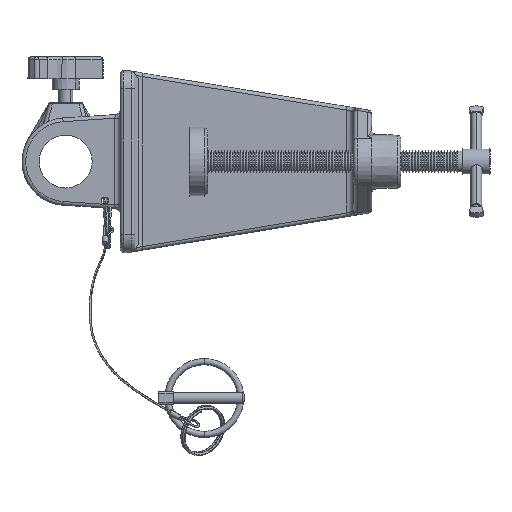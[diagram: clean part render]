
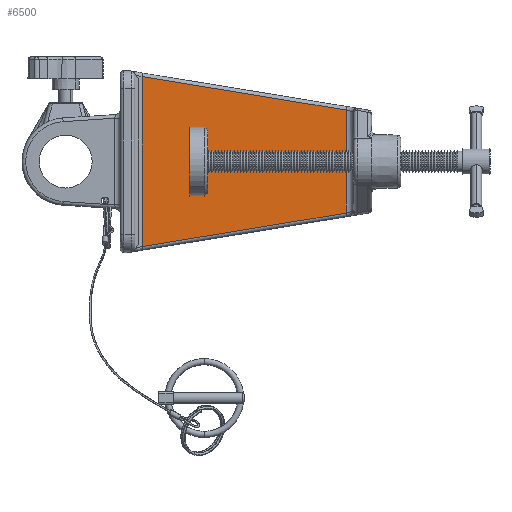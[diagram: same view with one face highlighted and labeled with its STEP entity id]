
A CAD part, front view. The second image highlights one B-rep face of the part: STEP entity #6500.
In plain terms, the highlighted planar face has unit normal (0, -1, 0).
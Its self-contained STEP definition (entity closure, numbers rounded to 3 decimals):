
#853 = EDGE_CURVE ( 'NONE', #5392, #23896, #20638, .T. ) ;
#955 = DIRECTION ( 'NONE',  ( 0.987, 0., 0.162 ) ) ;
#1118 = EDGE_CURVE ( 'NONE', #21268, #23896, #20297, .T. ) ;
#1557 = ORIENTED_EDGE ( 'NONE', *, *, #2298, .T. ) ;
#1670 = EDGE_CURVE ( 'NONE', #5392, #29251, #10321, .T. ) ;
#2181 = VECTOR ( 'NONE', #955, 1000. ) ;
#2298 = EDGE_CURVE ( 'NONE', #29251, #21268, #26905, .T. ) ;
#3406 = CARTESIAN_POINT ( 'NONE',  ( 154., 9., -28.272 ) ) ;
#4215 = VECTOR ( 'NONE', #26526, 1000. ) ;
#5131 = AXIS2_PLACEMENT_3D ( 'NONE', #26402, #12958, #10477 ) ;
#5392 = VERTEX_POINT ( 'NONE', #21451 ) ;
#5592 = CARTESIAN_POINT ( 'NONE',  ( 159.159, 9., -27.425 ) ) ;
#5708 = PLANE ( 'NONE',  #5131 ) ;
#6247 = CARTESIAN_POINT ( 'NONE',  ( 157.88, 9., 27.635 ) ) ;
#6500 = ADVANCED_FACE ( 'NONE', ( #21046 ), #5708, .F. ) ;
#8447 = DIRECTION ( 'NONE',  ( -0.987, 0., 0.162 ) ) ;
#9662 = CARTESIAN_POINT ( 'NONE',  ( 42., 9., -46.66 ) ) ;
#10321 = LINE ( 'NONE', #6247, #20974 ) ;
#10411 = ORIENTED_EDGE ( 'NONE', *, *, #1670, .T. ) ;
#10477 = DIRECTION ( 'NONE',  ( -1., 0., 0. ) ) ;
#12958 = DIRECTION ( 'NONE',  ( 0., 1., 0. ) ) ;
#13907 = EDGE_LOOP ( 'NONE', ( #1557, #15742, #15830, #10411 ) ) ;
#15742 = ORIENTED_EDGE ( 'NONE', *, *, #1118, .T. ) ;
#15830 = ORIENTED_EDGE ( 'NONE', *, *, #853, .F. ) ;
#16382 = VECTOR ( 'NONE', #18042, 1000. ) ;
#18042 = DIRECTION ( 'NONE',  ( 0., 0., -1. ) ) ;
#19927 = CARTESIAN_POINT ( 'NONE',  ( 42., 9., 4. ) ) ;
#20297 = LINE ( 'NONE', #5592, #2181 ) ;
#20510 = CARTESIAN_POINT ( 'NONE',  ( 154., 9., 4. ) ) ;
#20638 = LINE ( 'NONE', #20510, #16382 ) ;
#20974 = VECTOR ( 'NONE', #8447, 1000. ) ;
#21046 = FACE_OUTER_BOUND ( 'NONE', #13907, .T. ) ;
#21268 = VERTEX_POINT ( 'NONE', #9662 ) ;
#21451 = CARTESIAN_POINT ( 'NONE',  ( 154., 9., 28.272 ) ) ;
#23896 = VERTEX_POINT ( 'NONE', #3406 ) ;
#24428 = CARTESIAN_POINT ( 'NONE',  ( 42., 9., 46.66 ) ) ;
#26402 = CARTESIAN_POINT ( 'NONE',  ( 154., 9., 4. ) ) ;
#26526 = DIRECTION ( 'NONE',  ( 0., 0., -1. ) ) ;
#26905 = LINE ( 'NONE', #19927, #4215 ) ;
#29251 = VERTEX_POINT ( 'NONE', #24428 ) ;
